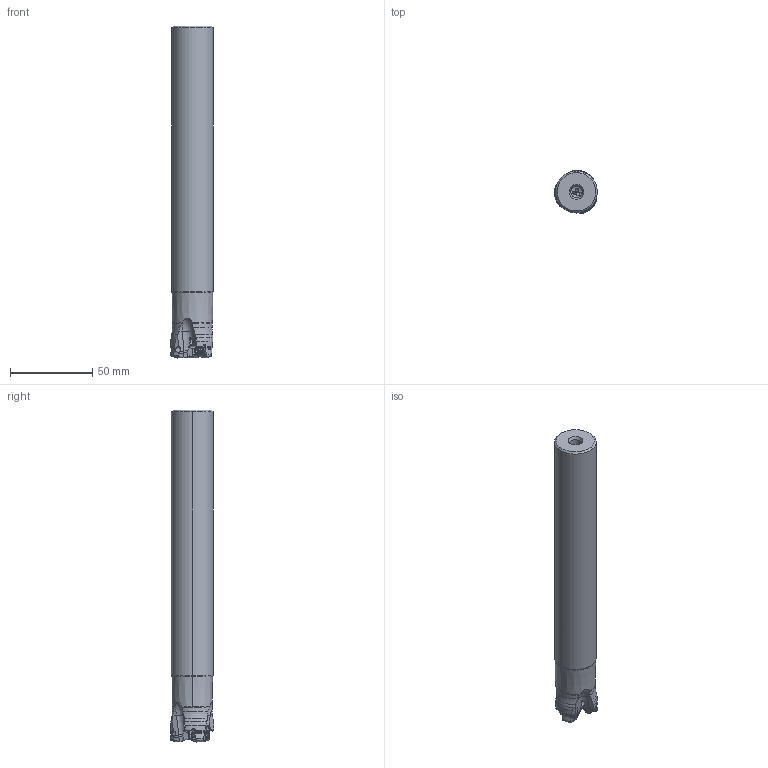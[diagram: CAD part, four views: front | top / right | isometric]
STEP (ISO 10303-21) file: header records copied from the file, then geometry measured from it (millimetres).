
FILE_DESCRIPTION(/* description */ (''),/* implementation_level */ '2;1');
FILE_NAME(/* name */ 'WJX09UR1803SA16L.stp',/* time_stamp */ '2020-10-29T16:34:45+09:00',/* author */ (''),/* organization */ (''),/* preprocessor_version */ 'ST-DEVELOPER v16',/* originating_system */ 'SIEMENS PLM Software NX 10.0',/* authorisation */ '');
FILE_SCHEMA (('AUTOMOTIVE_DESIGN { 1 0 10303 214 3 1 1 1 }'));
Length unit declared in the file: millimetre
Products named in the file (1): WJX09UR1803SA16L_ASM
Bounding box: 25.99 x 26.5 x 202.4 mm (x, y, z)
Volume: 91119.9 mm3; surface area: 21811 mm2
Topology: 4 solids, 4 shells, 387 faces, 1144 edges, 756 vertices
Faces by surface type: cylinder 157, plane 101, cone 43, torus 38, bspline 24, sphere 24
Entity records: 18118 total; most frequent: CARTESIAN_POINT 8022, ORIENTED_EDGE 2260, DIRECTION 1973, EDGE_CURVE 1130, AXIS2_PLACEMENT_3D 836, VERTEX_POINT 750, EDGE_LOOP 398, ADVANCED_FACE 387
